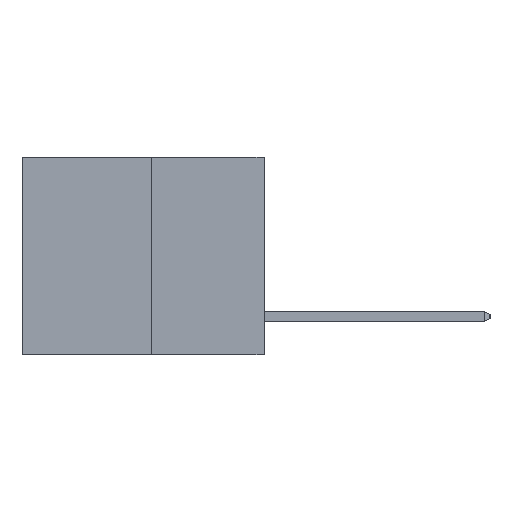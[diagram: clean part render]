
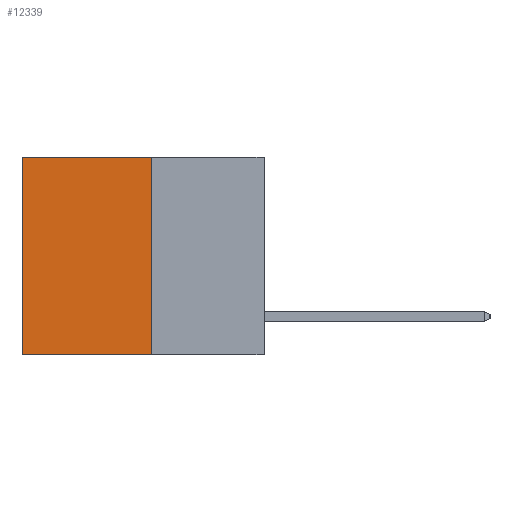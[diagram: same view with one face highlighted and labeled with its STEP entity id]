
A CAD part, left-side view. The second image highlights one B-rep face of the part: STEP entity #12339.
In plain terms, the highlighted planar face has unit normal (-1, 0, 0).
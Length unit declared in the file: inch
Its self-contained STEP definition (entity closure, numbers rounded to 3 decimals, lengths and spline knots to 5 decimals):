
#1311 = CARTESIAN_POINT ( 'NONE',  ( 0.3165, 0.28, -0.49 ) ) ;
#3340 = CARTESIAN_POINT ( 'NONE',  ( 0.3165, 0.28, -0.49 ) ) ;
#3406 = LINE ( 'NONE', #3340, #17754 ) ;
#4991 = LINE ( 'NONE', #6826, #20207 ) ;
#5466 = LINE ( 'NONE', #14703, #9915 ) ;
#6569 = EDGE_CURVE ( 'NONE', #22857, #10606, #5466, .T. ) ;
#6826 = CARTESIAN_POINT ( 'NONE',  ( 0.3165, 0.28, 0. ) ) ;
#7914 = ORIENTED_EDGE ( 'NONE', *, *, #6569, .T. ) ;
#7928 = CARTESIAN_POINT ( 'NONE',  ( 0.3165, 0.28, 0. ) ) ;
#8121 = AXIS2_PLACEMENT_3D ( 'NONE', #8692, #14306, #12548 ) ;
#8609 = ORIENTED_EDGE ( 'NONE', *, *, #14821, .F. ) ;
#8692 = CARTESIAN_POINT ( 'NONE',  ( 0.3165, 0.28, -0.49 ) ) ;
#8926 = CARTESIAN_POINT ( 'NONE',  ( 0.3165, 0.6, 0. ) ) ;
#9915 = VECTOR ( 'NONE', #20755, 39.37008 ) ;
#10499 = VERTEX_POINT ( 'NONE', #21054 ) ;
#10606 = VERTEX_POINT ( 'NONE', #15074 ) ;
#12160 = VECTOR ( 'NONE', #24104, 39.37008 ) ;
#12339 = ADVANCED_FACE ( 'NONE', ( #23294 ), #20168, .F. ) ;
#12548 = DIRECTION ( 'NONE',  ( 0., 0., -1. ) ) ;
#13213 = EDGE_LOOP ( 'NONE', ( #7914, #8609, #23949, #23404 ) ) ;
#14306 = DIRECTION ( 'NONE',  ( 1., 0., 0. ) ) ;
#14520 = DIRECTION ( 'NONE',  ( 0., 1., 0. ) ) ;
#14703 = CARTESIAN_POINT ( 'NONE',  ( 0.3165, 0.6, -0.49 ) ) ;
#14821 = EDGE_CURVE ( 'NONE', #10499, #10606, #3406, .T. ) ;
#15074 = CARTESIAN_POINT ( 'NONE',  ( 0.3165, 0.6, -0.49 ) ) ;
#17187 = EDGE_CURVE ( 'NONE', #23552, #22857, #4991, .T. ) ;
#17754 = VECTOR ( 'NONE', #14520, 39.37008 ) ;
#18378 = DIRECTION ( 'NONE',  ( 0., 1., 0. ) ) ;
#20168 = PLANE ( 'NONE',  #8121 ) ;
#20207 = VECTOR ( 'NONE', #18378, 39.37008 ) ;
#20755 = DIRECTION ( 'NONE',  ( 0., 0., -1. ) ) ;
#21054 = CARTESIAN_POINT ( 'NONE',  ( 0.3165, 0.28, -0.49 ) ) ;
#22857 = VERTEX_POINT ( 'NONE', #8926 ) ;
#23294 = FACE_OUTER_BOUND ( 'NONE', #13213, .T. ) ;
#23404 = ORIENTED_EDGE ( 'NONE', *, *, #17187, .T. ) ;
#23552 = VERTEX_POINT ( 'NONE', #7928 ) ;
#23815 = EDGE_CURVE ( 'NONE', #23552, #10499, #24074, .T. ) ;
#23949 = ORIENTED_EDGE ( 'NONE', *, *, #23815, .F. ) ;
#24074 = LINE ( 'NONE', #1311, #12160 ) ;
#24104 = DIRECTION ( 'NONE',  ( 0., 0., -1. ) ) ;
